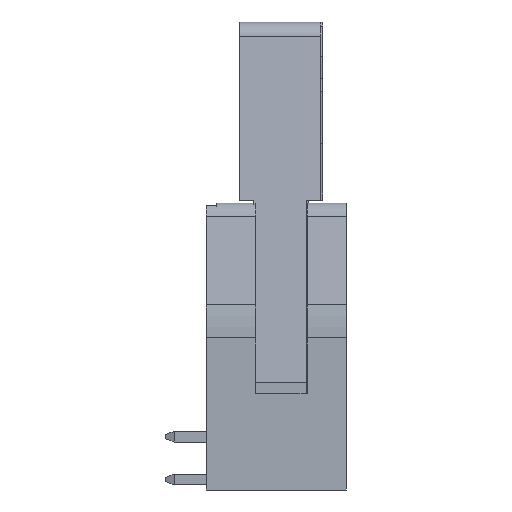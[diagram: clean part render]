
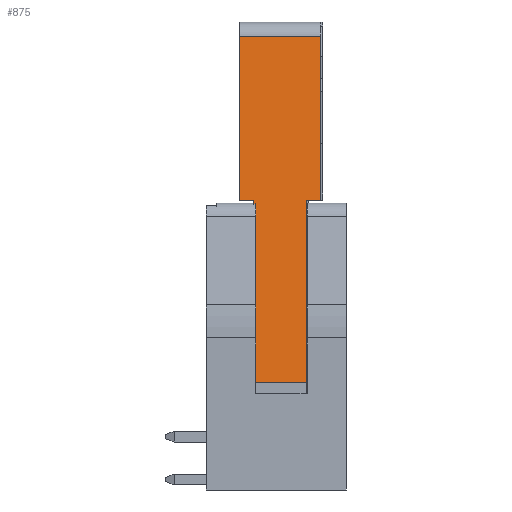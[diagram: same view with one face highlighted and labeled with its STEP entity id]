
A CAD part, left-side view. The second image highlights one B-rep face of the part: STEP entity #875.
In plain terms, the highlighted face is planar.
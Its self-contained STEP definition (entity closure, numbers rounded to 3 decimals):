
#875 = ADVANCED_FACE( '', ( #1723 ), #1724, .T. );
#1723 = FACE_OUTER_BOUND( '', #2644, .T. );
#1724 = PLANE( '', #2645 );
#2644 = EDGE_LOOP( '', ( #4594, #4595, #4596, #4597, #4598, #4599, #4600, #4601 ) );
#2645 = AXIS2_PLACEMENT_3D( '', #4602, #4603, #4604 );
#4594 = ORIENTED_EDGE( '', *, *, #6441, .T. );
#4595 = ORIENTED_EDGE( '', *, *, #6760, .F. );
#4596 = ORIENTED_EDGE( '', *, *, #6296, .T. );
#4597 = ORIENTED_EDGE( '', *, *, #6761, .T. );
#4598 = ORIENTED_EDGE( '', *, *, #6762, .F. );
#4599 = ORIENTED_EDGE( '', *, *, #5961, .F. );
#4600 = ORIENTED_EDGE( '', *, *, #6007, .T. );
#4601 = ORIENTED_EDGE( '', *, *, #6763, .F. );
#4602 = CARTESIAN_POINT( '', ( 2., -2.4, 14.239 ) );
#4603 = DIRECTION( '', ( 0.993, 0., 0.118 ) );
#4604 = DIRECTION( '', ( 0.118, 0., -0.993 ) );
#5961 = EDGE_CURVE( '', #7133, #7135, #7136, .T. );
#6007 = EDGE_CURVE( '', #7133, #7218, #7221, .T. );
#6296 = EDGE_CURVE( '', #7717, #7714, #7718, .F. );
#6441 = EDGE_CURVE( '', #7956, #7954, #7957, .T. );
#6760 = EDGE_CURVE( '', #7717, #7954, #8422, .T. );
#6761 = EDGE_CURVE( '', #7714, #8423, #8424, .T. );
#6762 = EDGE_CURVE( '', #7135, #8423, #8425, .T. );
#6763 = EDGE_CURVE( '', #7956, #7218, #8426, .T. );
#7133 = VERTEX_POINT( '', #8874 );
#7135 = VERTEX_POINT( '', #8877 );
#7136 = LINE( '', #8878, #8879 );
#7218 = VERTEX_POINT( '', #8996 );
#7221 = LINE( '', #9000, #9001 );
#7714 = VERTEX_POINT( '', #9699 );
#7717 = VERTEX_POINT( '', #9702 );
#7718 = LINE( '', #9703, #9704 );
#7954 = VERTEX_POINT( '', #10049 );
#7956 = VERTEX_POINT( '', #10052 );
#7957 = LINE( '', #10053, #10054 );
#8422 = LINE( '', #10754, #10755 );
#8423 = VERTEX_POINT( '', #10756 );
#8424 = LINE( '', #10757, #10758 );
#8425 = LINE( '', #10759, #10760 );
#8426 = LINE( '', #10761, #10762 );
#8874 = CARTESIAN_POINT( '', ( 4.65, -1.57, -8.11 ) );
#8877 = CARTESIAN_POINT( '', ( 3.368, -1.57, 2.703 ) );
#8878 = CARTESIAN_POINT( '', ( 3.368, -1.57, 2.703 ) );
#8879 = VECTOR( '', #11342, 1000. );
#8996 = CARTESIAN_POINT( '', ( 4.65, 1.57, -8.11 ) );
#9000 = CARTESIAN_POINT( '', ( 4.65, -2.4, -8.11 ) );
#9001 = VECTOR( '', #11388, 1000. );
#9699 = CARTESIAN_POINT( '', ( 2.222, -2.4, 12.369 ) );
#9702 = CARTESIAN_POINT( '', ( 2.222, 2.4, 12.369 ) );
#9703 = CARTESIAN_POINT( '', ( 2.222, -2.4, 12.369 ) );
#9704 = VECTOR( '', #11684, 1000. );
#10049 = CARTESIAN_POINT( '', ( 3.368, 2.4, 2.703 ) );
#10052 = CARTESIAN_POINT( '', ( 3.368, 1.57, 2.703 ) );
#10053 = CARTESIAN_POINT( '', ( 3.368, 1.57, 2.703 ) );
#10054 = VECTOR( '', #11819, 1000. );
#10754 = CARTESIAN_POINT( '', ( 2., 2.4, 14.239 ) );
#10755 = VECTOR( '', #12094, 1000. );
#10756 = CARTESIAN_POINT( '', ( 3.368, -2.4, 2.703 ) );
#10757 = CARTESIAN_POINT( '', ( 2., -2.4, 14.239 ) );
#10758 = VECTOR( '', #12095, 1000. );
#10759 = CARTESIAN_POINT( '', ( 3.368, -1.57, 2.703 ) );
#10760 = VECTOR( '', #12096, 1000. );
#10761 = CARTESIAN_POINT( '', ( 3.368, 1.57, 2.703 ) );
#10762 = VECTOR( '', #12097, 1000. );
#11342 = DIRECTION( '', ( -0.118, 0., 0.993 ) );
#11388 = DIRECTION( '', ( 0., 1., 0. ) );
#11684 = DIRECTION( '', ( 0., 1., 0. ) );
#11819 = DIRECTION( '', ( 0., 1., 0. ) );
#12094 = DIRECTION( '', ( 0.118, 0., -0.993 ) );
#12095 = DIRECTION( '', ( 0.118, 0., -0.993 ) );
#12096 = DIRECTION( '', ( 0., -1., 0. ) );
#12097 = DIRECTION( '', ( 0.118, 0., -0.993 ) );
